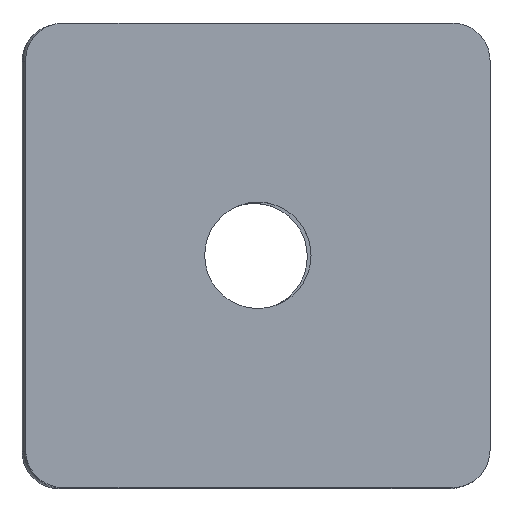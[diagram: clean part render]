
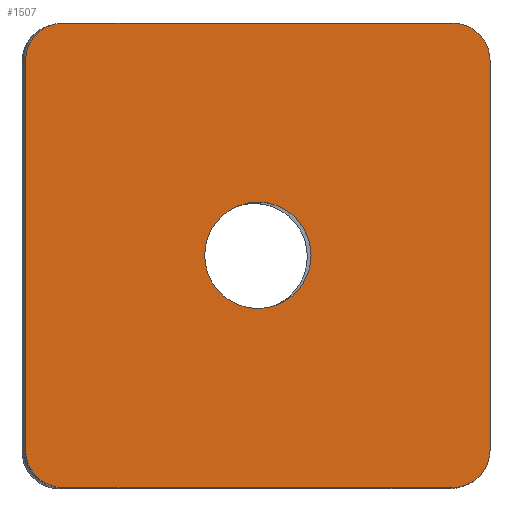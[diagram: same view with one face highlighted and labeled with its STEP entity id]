
A CAD part, top view. The second image highlights one B-rep face of the part: STEP entity #1507.
In plain terms, the highlighted planar face has unit normal (0, 0, 1).
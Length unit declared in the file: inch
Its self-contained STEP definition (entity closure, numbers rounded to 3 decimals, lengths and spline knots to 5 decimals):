
#137=CARTESIAN_POINT('',(-0.15985,0.,2.5));
#138=VERTEX_POINT('',#137);
#154=CARTESIAN_POINT('',(0.18385,0.,2.5));
#155=VERTEX_POINT('',#154);
#162=CARTESIAN_POINT('',(0.012,0.17185,2.5));
#163=VERTEX_POINT('',#162);
#164=CARTESIAN_POINT('',(0.012,0.0,2.5));
#165=DIRECTION('',(0.0,0.0,1.0));
#166=DIRECTION('',(-1.0,0.0,0.0));
#167=AXIS2_PLACEMENT_3D('',#164,#165,#166);
#168=CIRCLE('',#167,0.17185);
#169=EDGE_CURVE('',#155,#163,#168,.T.);
#171=CARTESIAN_POINT('',(0.012,0.0,2.5));
#172=DIRECTION('',(0.0,0.0,1.0));
#173=DIRECTION('',(-1.0,0.0,0.0));
#174=AXIS2_PLACEMENT_3D('',#171,#172,#173);
#175=CIRCLE('',#174,0.17185);
#176=EDGE_CURVE('',#163,#138,#175,.T.);
#188=CARTESIAN_POINT('',(-0.70285,-0.71485,2.5));
#189=VERTEX_POINT('',#188);
#205=CARTESIAN_POINT('',(-0.618,-0.75,2.5));
#206=VERTEX_POINT('',#205);
#213=CARTESIAN_POINT('',(-0.618,-0.63,2.5));
#214=DIRECTION('',(0.0,0.0,-1.0));
#215=DIRECTION('',(-0.707,-0.707,0.0));
#216=AXIS2_PLACEMENT_3D('',#213,#214,#215);
#217=CIRCLE('',#216,0.12);
#218=EDGE_CURVE('',#206,#189,#217,.T.);
#272=CARTESIAN_POINT('',(-0.70285,0.71485,2.5));
#273=VERTEX_POINT('',#272);
#289=CARTESIAN_POINT('',(-0.738,0.63,2.5));
#290=VERTEX_POINT('',#289);
#297=CARTESIAN_POINT('',(-0.618,0.63,2.5));
#298=DIRECTION('',(0.0,0.0,-1.));
#299=DIRECTION('',(-0.707,0.707,0.0));
#300=AXIS2_PLACEMENT_3D('',#297,#298,#299);
#301=CIRCLE('',#300,0.12);
#302=EDGE_CURVE('',#290,#273,#301,.T.);
#314=CARTESIAN_POINT('',(0.72685,0.71485,2.5));
#315=VERTEX_POINT('',#314);
#331=CARTESIAN_POINT('',(0.642,0.75,2.5));
#332=VERTEX_POINT('',#331);
#339=CARTESIAN_POINT('',(0.642,0.63,2.5));
#340=DIRECTION('',(0.0,0.0,-1.0));
#341=DIRECTION('',(0.707,0.707,0.0));
#342=AXIS2_PLACEMENT_3D('',#339,#340,#341);
#343=CIRCLE('',#342,0.12);
#344=EDGE_CURVE('',#332,#315,#343,.T.);
#356=CARTESIAN_POINT('',(0.72685,-0.71485,2.5));
#357=VERTEX_POINT('',#356);
#373=CARTESIAN_POINT('',(0.762,-0.63,2.5));
#374=VERTEX_POINT('',#373);
#381=CARTESIAN_POINT('',(0.642,-0.63,2.5));
#382=DIRECTION('',(0.0,0.0,-1.0));
#383=DIRECTION('',(0.707,-0.707,0.0));
#384=AXIS2_PLACEMENT_3D('',#381,#382,#383);
#385=CIRCLE('',#384,0.12);
#386=EDGE_CURVE('',#374,#357,#385,.T.);
#1296=CARTESIAN_POINT('',(0.642,-0.75,2.5));
#1297=VERTEX_POINT('',#1296);
#1304=CARTESIAN_POINT('',(0.642,-0.75,2.5));
#1305=DIRECTION('',(-1.0,0.0,0.0));
#1306=VECTOR('',#1305,1.26);
#1307=LINE('',#1304,#1306);
#1308=EDGE_CURVE('',#1297,#206,#1307,.T.);
#1322=CARTESIAN_POINT('',(0.642,-0.63,2.5));
#1323=DIRECTION('',(0.0,0.0,-1.0));
#1324=DIRECTION('',(0.707,-0.707,0.0));
#1325=AXIS2_PLACEMENT_3D('',#1322,#1323,#1324);
#1326=CIRCLE('',#1325,0.12);
#1327=EDGE_CURVE('',#357,#1297,#1326,.T.);
#1340=CARTESIAN_POINT('',(0.762,0.63,2.5));
#1341=VERTEX_POINT('',#1340);
#1348=CARTESIAN_POINT('',(0.762,0.63,2.5));
#1349=DIRECTION('',(0.0,-1.0,0.0));
#1350=VECTOR('',#1349,1.26);
#1351=LINE('',#1348,#1350);
#1352=EDGE_CURVE('',#1341,#374,#1351,.T.);
#1364=CARTESIAN_POINT('',(0.642,0.63,2.5));
#1365=DIRECTION('',(0.0,0.0,-1.0));
#1366=DIRECTION('',(0.707,0.707,0.0));
#1367=AXIS2_PLACEMENT_3D('',#1364,#1365,#1366);
#1368=CIRCLE('',#1367,0.12);
#1369=EDGE_CURVE('',#315,#1341,#1368,.T.);
#1381=CARTESIAN_POINT('',(-0.618,0.75,2.5));
#1382=VERTEX_POINT('',#1381);
#1389=CARTESIAN_POINT('',(-0.618,0.75,2.5));
#1390=DIRECTION('',(1.0,0.0,0.0));
#1391=VECTOR('',#1390,1.26);
#1392=LINE('',#1389,#1391);
#1393=EDGE_CURVE('',#1382,#332,#1392,.T.);
#1408=CARTESIAN_POINT('',(-0.618,0.63,2.5));
#1409=DIRECTION('',(0.0,0.0,-1.));
#1410=DIRECTION('',(-0.707,0.707,0.0));
#1411=AXIS2_PLACEMENT_3D('',#1408,#1409,#1410);
#1412=CIRCLE('',#1411,0.12);
#1413=EDGE_CURVE('',#273,#1382,#1412,.T.);
#1464=CARTESIAN_POINT('',(0.642,0.75,2.5));
#1465=DIRECTION('',(0.0,0.0,-1.0));
#1466=DIRECTION('',(0.0,-1.0,0.0));
#1467=AXIS2_PLACEMENT_3D('',#1464,#1465,#1466);
#1468=PLANE('',#1467);
#1469=ORIENTED_EDGE('',*,*,#344,.F.);
#1470=ORIENTED_EDGE('',*,*,#1393,.F.);
#1471=ORIENTED_EDGE('',*,*,#1413,.F.);
#1472=ORIENTED_EDGE('',*,*,#302,.F.);
#1473=CARTESIAN_POINT('',(-0.738,-0.63,2.5));
#1474=VERTEX_POINT('',#1473);
#1475=CARTESIAN_POINT('',(-0.738,-0.63,2.5));
#1476=DIRECTION('',(0.0,1.0,0.0));
#1477=VECTOR('',#1476,1.26);
#1478=LINE('',#1475,#1477);
#1479=EDGE_CURVE('',#1474,#290,#1478,.T.);
#1480=ORIENTED_EDGE('',*,*,#1479,.F.);
#1481=CARTESIAN_POINT('',(-0.618,-0.63,2.5));
#1482=DIRECTION('',(0.0,0.0,-1.0));
#1483=DIRECTION('',(-0.707,-0.707,0.0));
#1484=AXIS2_PLACEMENT_3D('',#1481,#1482,#1483);
#1485=CIRCLE('',#1484,0.12);
#1486=EDGE_CURVE('',#189,#1474,#1485,.T.);
#1487=ORIENTED_EDGE('',*,*,#1486,.F.);
#1488=ORIENTED_EDGE('',*,*,#218,.F.);
#1489=ORIENTED_EDGE('',*,*,#1308,.F.);
#1490=ORIENTED_EDGE('',*,*,#1327,.F.);
#1491=ORIENTED_EDGE('',*,*,#386,.F.);
#1492=ORIENTED_EDGE('',*,*,#1352,.F.);
#1493=ORIENTED_EDGE('',*,*,#1369,.F.);
#1494=EDGE_LOOP('',(#1469,#1470,#1471,#1472,#1480,#1487,#1488,#1489,#1490,#1491,#1492,#1493));
#1495=FACE_OUTER_BOUND('',#1494,.T.);
#1496=ORIENTED_EDGE('',*,*,#176,.F.);
#1497=ORIENTED_EDGE('',*,*,#169,.F.);
#1498=CARTESIAN_POINT('',(0.012,0.0,2.5));
#1499=DIRECTION('',(0.0,0.0,1.0));
#1500=DIRECTION('',(-1.0,0.0,0.0));
#1501=AXIS2_PLACEMENT_3D('',#1498,#1499,#1500);
#1502=CIRCLE('',#1501,0.17185);
#1503=EDGE_CURVE('',#138,#155,#1502,.T.);
#1504=ORIENTED_EDGE('',*,*,#1503,.F.);
#1505=EDGE_LOOP('',(#1496,#1497,#1504));
#1506=FACE_BOUND('',#1505,.T.);
#1507=ADVANCED_FACE('',(#1495,#1506),#1468,.F.);
